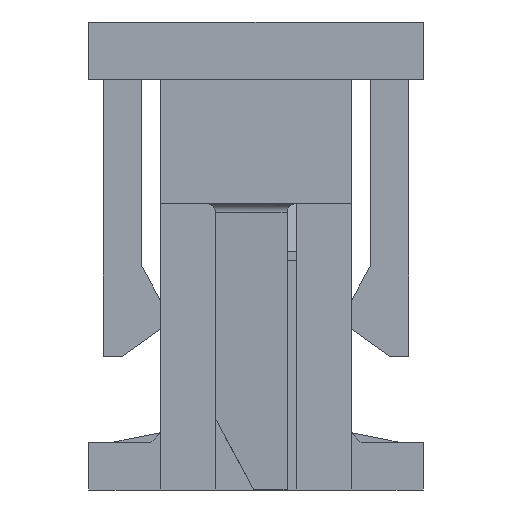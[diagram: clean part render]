
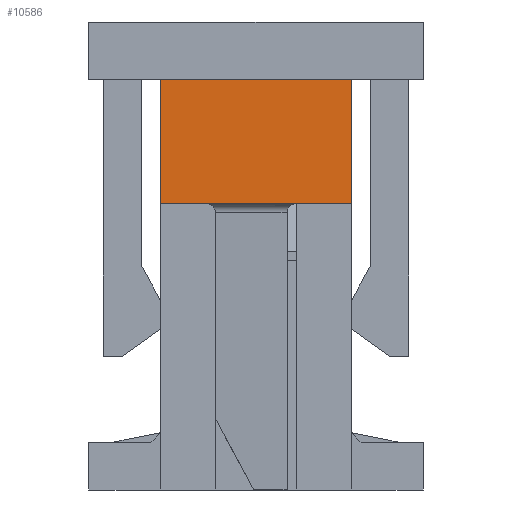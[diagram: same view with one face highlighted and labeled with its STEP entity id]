
A CAD part, left-side view. The second image highlights one B-rep face of the part: STEP entity #10586.
In plain terms, the highlighted planar face has unit normal (-1, 0, 0).
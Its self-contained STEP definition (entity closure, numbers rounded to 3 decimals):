
#3050=ORIENTED_EDGE('',*,*,#4691,.F.);
#3051=ORIENTED_EDGE('',*,*,#4686,.F.);
#3052=ORIENTED_EDGE('',*,*,#4693,.T.);
#3053=ORIENTED_EDGE('',*,*,#4694,.T.);
#4686=EDGE_CURVE('',#5702,#5703,#7144,.T.);
#4691=EDGE_CURVE('',#5703,#5707,#7149,.T.);
#4693=EDGE_CURVE('',#5702,#5708,#7151,.T.);
#4694=EDGE_CURVE('',#5708,#5707,#7152,.T.);
#5702=VERTEX_POINT('',#16695);
#5703=VERTEX_POINT('',#16697);
#5707=VERTEX_POINT('',#16707);
#5708=VERTEX_POINT('',#16711);
#7144=LINE('',#16696,#8606);
#7149=LINE('',#16706,#8611);
#7151=LINE('',#16710,#8613);
#7152=LINE('',#16712,#8614);
#8606=VECTOR('',#13662,1000.);
#8611=VECTOR('',#13669,1000.);
#8613=VECTOR('',#13673,1000.);
#8614=VECTOR('',#13674,1000.);
#9132=EDGE_LOOP('',(#3050,#3051,#3052,#3053));
#9630=FACE_BOUND('',#9132,.T.);
#10105=PLANE('',#11199);
#10586=ADVANCED_FACE('',(#9630),#10105,.T.);
#11199=AXIS2_PLACEMENT_3D('',#16709,#13671,#13672);
#13662=DIRECTION('',(0.,1.,0.));
#13669=DIRECTION('',(0.,0.,1.));
#13671=DIRECTION('',(-1.,0.,0.));
#13672=DIRECTION('',(0.,0.,1.));
#13673=DIRECTION('',(0.,0.,1.));
#13674=DIRECTION('',(0.,1.,0.));
#16695=CARTESIAN_POINT('',(-7.7,-1.,-0.65));
#16696=CARTESIAN_POINT('',(-7.7,-1.,-0.65));
#16697=CARTESIAN_POINT('',(-7.7,1.,-0.65));
#16706=CARTESIAN_POINT('',(-7.7,1.,-0.65));
#16707=CARTESIAN_POINT('',(-7.7,1.,0.65));
#16709=CARTESIAN_POINT('',(-7.7,-1.,-0.65));
#16710=CARTESIAN_POINT('',(-7.7,-1.,-0.65));
#16711=CARTESIAN_POINT('',(-7.7,-1.,0.65));
#16712=CARTESIAN_POINT('',(-7.7,-1.,0.65));
